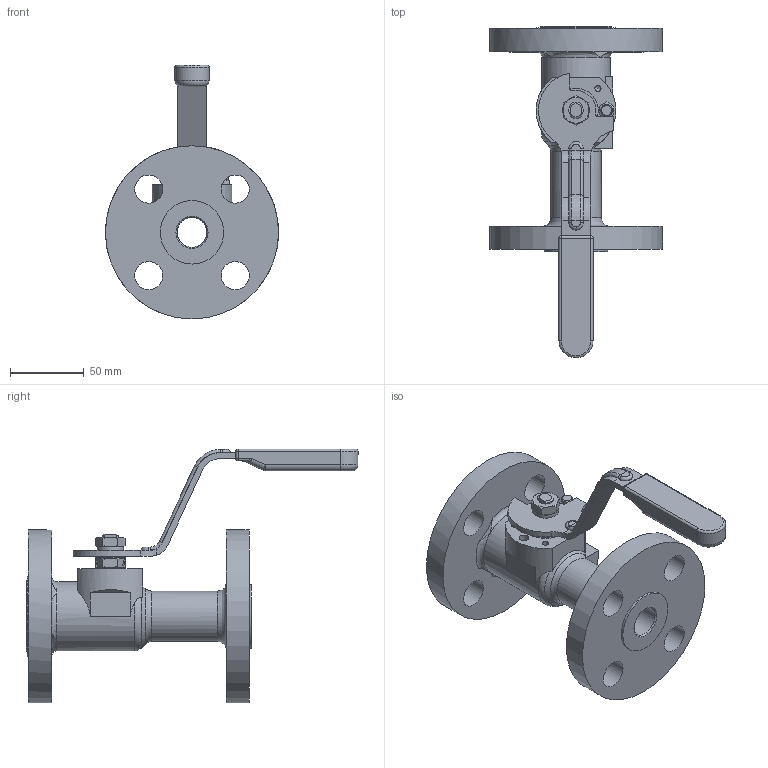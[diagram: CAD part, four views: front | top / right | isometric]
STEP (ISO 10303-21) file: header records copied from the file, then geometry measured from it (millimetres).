
FILE_DESCRIPTION((''),'2;1');
FILE_NAME('GA-F529-07-CL300-W-A-1.stp','2011-05-16T13:32:13',('jaday'),(''),'Autodesk Inventor 2009','Autodesk Inventor 2009','');
FILE_SCHEMA(('AUTOMOTIVE_DESIGN { 1 0 10303 214 1 1 1 1 }'));
Length unit declared in the file: millimetre
Products named in the file (9): GA-F529-07-CL300-W-A-1; GA-B52907-21200-A-1; GA-F519-10-STEM-BUILD-A-1; GA-B00010-06002-A-1; GA-B00010-52001-A-1; GA-B05110-01002-A-1; M12-0-000-5DS-A-1; GA-B00010-34000-A-1; GA-51-10-031-A-1
Assembly tree (9 placements, depth 2):
  GA-F529-07-CL300-W-A-1
    GA-B52907-21200-A-1
    GA-F519-10-STEM-BUILD-A-1
    GA-B00010-06002-A-1  x2
    GA-B00010-52001-A-1
    GA-B05110-01002-A-1
    M12-0-000-5DS-A-1
    GA-B00010-34000-A-1
    GA-51-10-031-A-1
Bounding box: 117 x 224.4 x 171.51 mm (x, y, z)
Volume: 488372.7 mm3; surface area: 110970.8 mm2
Topology: 9 solids, 9 shells, 333 faces, 836 edges, 522 vertices
Faces by surface type: plane 162, cylinder 90, bspline 33, cone 32, torus 10, sphere 6
Full cylindrical faces by diameter (mm): 7.925 x1, 10.977 x1, 17.2 x1, 19 x8, 20.15 x1, 20.6 x1, 30.085 x1, 34 x1, 42.9 x1, 46.6 x1, 47.85 x1, 53.702 x1, 117 x2
Entity records: 10029 total; most frequent: CARTESIAN_POINT 2709, DIRECTION 1472, ORIENTED_EDGE 1440, EDGE_CURVE 720, AXIS2_PLACEMENT_3D 545, VERTEX_POINT 475, EDGE_LOOP 385, VECTOR 382
